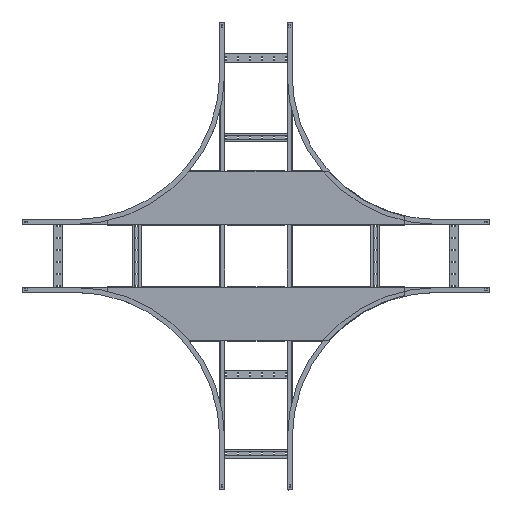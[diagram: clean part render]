
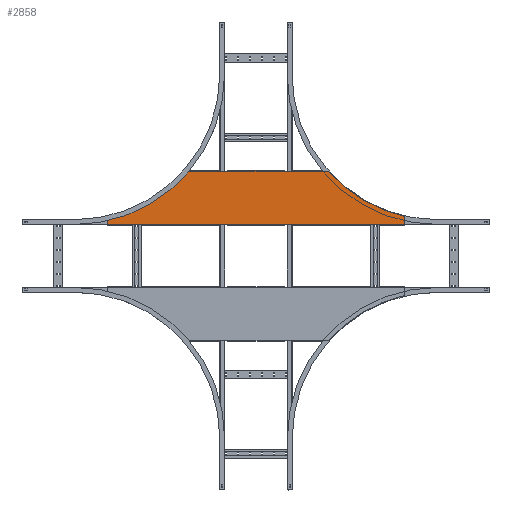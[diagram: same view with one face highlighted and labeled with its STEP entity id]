
A CAD part, top view. The second image highlights one B-rep face of the part: STEP entity #2858.
In plain terms, the highlighted face is planar.
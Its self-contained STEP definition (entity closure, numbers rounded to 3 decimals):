
#109 = VECTOR ( 'NONE', #6660, 1000. ) ;
#257 = ORIENTED_EDGE ( 'NONE', *, *, #4128, .F. ) ;
#392 = EDGE_CURVE ( 'NONE', #4738, #2008, #9031, .T. ) ;
#450 = EDGE_CURVE ( 'NONE', #1274, #5052, #1978, .T. ) ;
#486 = EDGE_CURVE ( 'NONE', #1597, #2008, #5720, .T. ) ;
#517 = CARTESIAN_POINT ( 'NONE',  ( 610.647, -1.2, -358.957 ) ) ;
#615 = ORIENTED_EDGE ( 'NONE', *, *, #8404, .F. ) ;
#622 = DIRECTION ( 'NONE',  ( 0., 0., 1. ) ) ;
#740 = CARTESIAN_POINT ( 'NONE',  ( 614.5, -1.2, -363.823 ) ) ;
#1259 = CARTESIAN_POINT ( 'NONE',  ( -614.5, -1.2, -393.2 ) ) ;
#1274 = VERTEX_POINT ( 'NONE', #740 ) ;
#1292 = DIRECTION ( 'NONE',  ( 0., 0., 1. ) ) ;
#1390 = DIRECTION ( 'NONE',  ( 0., 0., -1. ) ) ;
#1597 = VERTEX_POINT ( 'NONE', #5789 ) ;
#1774 = AXIS2_PLACEMENT_3D ( 'NONE', #5761, #7285, #1292 ) ;
#1859 = CARTESIAN_POINT ( 'NONE',  ( -609.5, -1.2, -363.823 ) ) ;
#1978 = CIRCLE ( 'NONE', #6659, 5. ) ;
#2008 = VERTEX_POINT ( 'NONE', #8982 ) ;
#2036 = CARTESIAN_POINT ( 'NONE',  ( 609.5, -1.2, -363.823 ) ) ;
#2120 = VERTEX_POINT ( 'NONE', #7062 ) ;
#2154 = ORIENTED_EDGE ( 'NONE', *, *, #450, .T. ) ;
#2858 = ADVANCED_FACE ( 'NONE', ( #7443 ), #3703, .F. ) ;
#2894 = DIRECTION ( 'NONE',  ( 0., 1., 0. ) ) ;
#3218 = AXIS2_PLACEMENT_3D ( 'NONE', #9719, #2894, #7413 ) ;
#3703 = PLANE ( 'NONE',  #3218 ) ;
#3785 = ORIENTED_EDGE ( 'NONE', *, *, #4450, .T. ) ;
#4127 = CARTESIAN_POINT ( 'NONE',  ( 614.5, -1.2, -395.4 ) ) ;
#4128 = EDGE_CURVE ( 'NONE', #4738, #5052, #4623, .T. ) ;
#4242 = DIRECTION ( 'NONE',  ( 0., -1., 0. ) ) ;
#4450 = EDGE_CURVE ( 'NONE', #1597, #6444, #9559, .T. ) ;
#4576 = VERTEX_POINT ( 'NONE', #1259 ) ;
#4623 = CIRCLE ( 'NONE', #9194, 601.8 ) ;
#4738 = VERTEX_POINT ( 'NONE', #6624 ) ;
#4923 = AXIS2_PLACEMENT_3D ( 'NONE', #1859, #7854, #8633 ) ;
#5052 = VERTEX_POINT ( 'NONE', #517 ) ;
#5142 = EDGE_LOOP ( 'NONE', ( #7400, #3785, #9441, #615, #5523, #2154, #257, #5646 ) ) ;
#5279 = EDGE_CURVE ( 'NONE', #6444, #4576, #5793, .T. ) ;
#5305 = DIRECTION ( 'NONE',  ( 0., 0., -1. ) ) ;
#5523 = ORIENTED_EDGE ( 'NONE', *, *, #8579, .F. ) ;
#5646 = ORIENTED_EDGE ( 'NONE', *, *, #392, .T. ) ;
#5671 = VECTOR ( 'NONE', #1390, 1000. ) ;
#5720 = CIRCLE ( 'NONE', #1774, 601.8 ) ;
#5761 = CARTESIAN_POINT ( 'NONE',  ( -748.677, -1.2, 226.8 ) ) ;
#5789 = CARTESIAN_POINT ( 'NONE',  ( -610.647, -1.2, -358.957 ) ) ;
#5793 = LINE ( 'NONE', #6750, #5671 ) ;
#5796 = CARTESIAN_POINT ( 'NONE',  ( -614.5, -1.2, -363.823 ) ) ;
#5945 = CARTESIAN_POINT ( 'NONE',  ( 748.677, -1.2, 226.8 ) ) ;
#6444 = VERTEX_POINT ( 'NONE', #5796 ) ;
#6460 = CARTESIAN_POINT ( 'NONE',  ( -560., -1.2, -173.2 ) ) ;
#6550 = VECTOR ( 'NONE', #8665, 1000. ) ;
#6624 = CARTESIAN_POINT ( 'NONE',  ( 299.051, -1.2, -173.2 ) ) ;
#6659 = AXIS2_PLACEMENT_3D ( 'NONE', #2036, #4242, #622 ) ;
#6660 = DIRECTION ( 'NONE',  ( -1., 0., 0. ) ) ;
#6750 = CARTESIAN_POINT ( 'NONE',  ( -614.5, -1.2, 226.8 ) ) ;
#6909 = LINE ( 'NONE', #9614, #109 ) ;
#7032 = LINE ( 'NONE', #4127, #9494 ) ;
#7062 = CARTESIAN_POINT ( 'NONE',  ( 614.5, -1.2, -393.2 ) ) ;
#7285 = DIRECTION ( 'NONE',  ( 0., -1., 0. ) ) ;
#7400 = ORIENTED_EDGE ( 'NONE', *, *, #486, .F. ) ;
#7413 = DIRECTION ( 'NONE',  ( 0., 0., 1. ) ) ;
#7443 = FACE_OUTER_BOUND ( 'NONE', #5142, .T. ) ;
#7854 = DIRECTION ( 'NONE',  ( 0., -1., 0. ) ) ;
#8212 = DIRECTION ( 'NONE',  ( 0., -1., 0. ) ) ;
#8404 = EDGE_CURVE ( 'NONE', #2120, #4576, #6909, .T. ) ;
#8519 = DIRECTION ( 'NONE',  ( 0., 0., -1. ) ) ;
#8579 = EDGE_CURVE ( 'NONE', #1274, #2120, #7032, .T. ) ;
#8633 = DIRECTION ( 'NONE',  ( 0., 0., 1. ) ) ;
#8665 = DIRECTION ( 'NONE',  ( -1., 0., 0. ) ) ;
#8982 = CARTESIAN_POINT ( 'NONE',  ( -299.051, -1.2, -173.2 ) ) ;
#9031 = LINE ( 'NONE', #6460, #6550 ) ;
#9194 = AXIS2_PLACEMENT_3D ( 'NONE', #5945, #8212, #5305 ) ;
#9441 = ORIENTED_EDGE ( 'NONE', *, *, #5279, .T. ) ;
#9494 = VECTOR ( 'NONE', #8519, 1000. ) ;
#9559 = CIRCLE ( 'NONE', #4923, 5. ) ;
#9614 = CARTESIAN_POINT ( 'NONE',  ( -937., -1.2, -393.2 ) ) ;
#9719 = CARTESIAN_POINT ( 'NONE',  ( -748.677, -1.2, 226.8 ) ) ;
